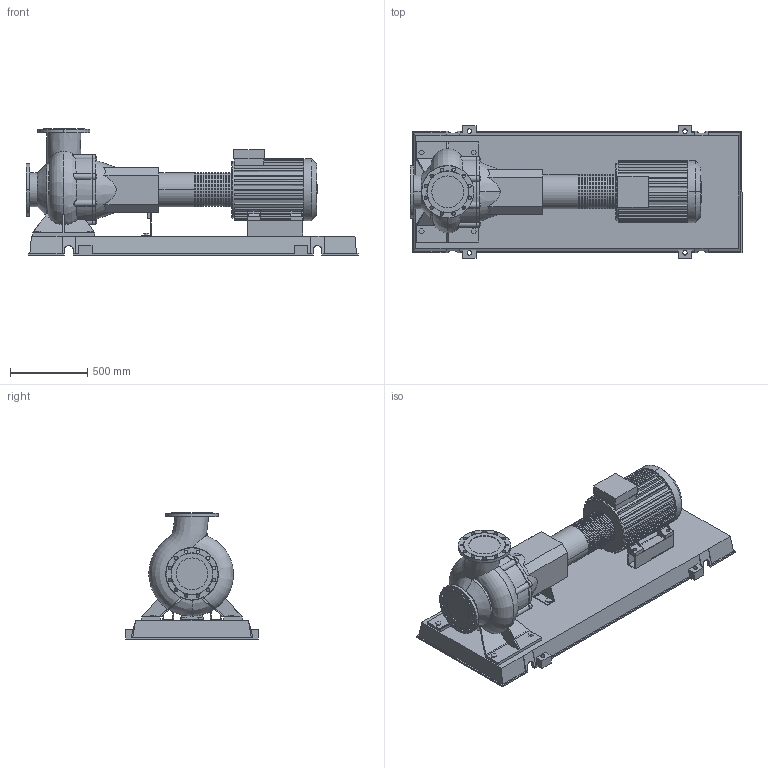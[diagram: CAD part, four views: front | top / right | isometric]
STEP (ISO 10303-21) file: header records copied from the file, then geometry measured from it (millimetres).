
FILE_DESCRIPTION((''),'2;1');
FILE_NAME('3d_NLG200_260-30_4-4452592.stp','2013-10-24T10:30:03',(''),(''),'Mechanical Desktop 2009','Mechanical Desktop 2009',', , ');
FILE_SCHEMA(('CONFIG_CONTROL_DESIGN'));
Length unit declared in the file: millimetre
Products named in the file (1): Product
Bounding box: 2155 x 860 x 818 mm (x, y, z)
Volume: 220731325.5 mm3; surface area: 9452100.1 mm2
Topology: 12 solids, 12 shells, 852 faces, 2245 edges, 1472 vertices
Faces by surface type: plane 392, cylinder 223, bspline 211, torus 14, cone 12
Entity records: 32098 total; most frequent: CARTESIAN_POINT 11069, ORIENTED_EDGE 4492, DIRECTION 4089, EDGE_CURVE 2246, VERTEX_POINT 1472, VECTOR 1397, LINE 1397, AXIS2_PLACEMENT_3D 1346
